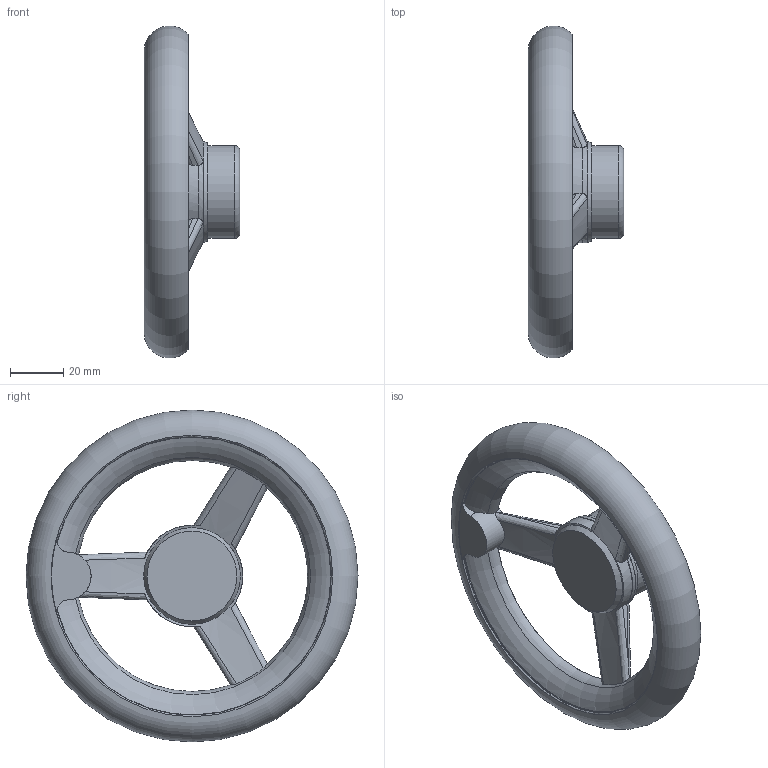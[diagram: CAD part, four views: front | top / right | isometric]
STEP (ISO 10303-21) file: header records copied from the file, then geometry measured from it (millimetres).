
FILE_DESCRIPTION(/* description */ (''),/* implementation_level */ '2;1');
FILE_NAME(/* name */ 'DIN_125',/* time_stamp */ '2012-11-23T15:34:12+08:00',/* author */ (''),/* organization */ (''),/* preprocessor_version */ 'ST-DEVELOPER v9',/* originating_system */ 'UGS - NX 4.0',/* authorisation */ '');
FILE_SCHEMA (('CONFIG_CONTROL_DESIGN'));
Length unit declared in the file: millimetre
Products named in the file (1): AdmiDEBFxjoi
Bounding box: 36 x 124.99 x 124.99 mm (x, y, z)
Volume: 83783.8 mm3; surface area: 27884 mm2
Topology: 1 solids, 1 shells, 60 faces, 180 edges, 118 vertices
Faces by surface type: cylinder 17, bspline 17, plane 15, torus 8, cone 3
Full cylindrical faces by diameter (mm): 35 x1
Entity records: 2878 total; most frequent: CARTESIAN_POINT 1422, ORIENTED_EDGE 338, DIRECTION 207, EDGE_CURVE 169, VERTEX_POINT 121, B_SPLINE_CURVE_WITH_KNOTS 98, AXIS2_PLACEMENT_3D 96, EDGE_LOOP 76
